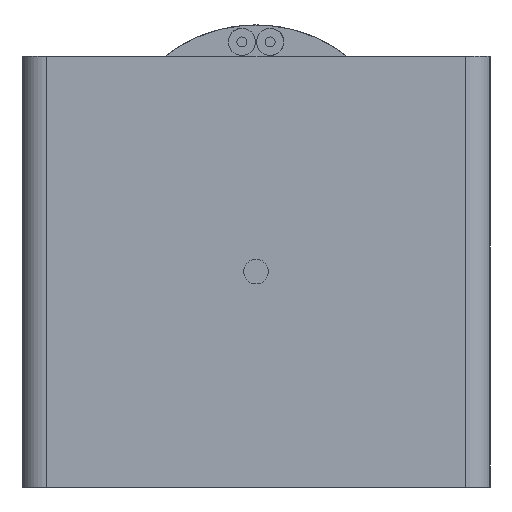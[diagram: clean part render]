
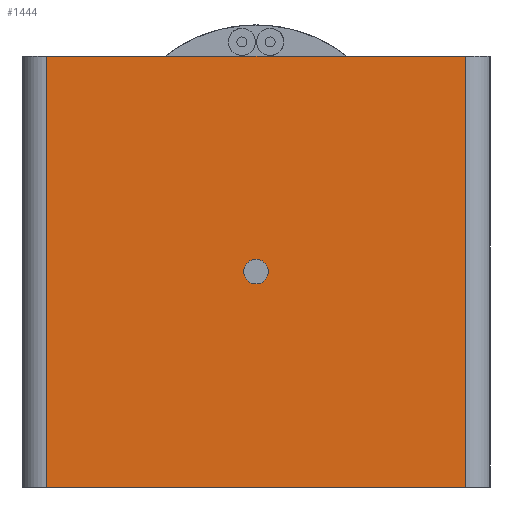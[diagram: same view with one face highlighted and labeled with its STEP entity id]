
A CAD part, left-side view. The second image highlights one B-rep face of the part: STEP entity #1444.
In plain terms, the highlighted planar face has unit normal (-1, 0, 0).
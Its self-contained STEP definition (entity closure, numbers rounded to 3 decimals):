
#87=LINE('',#2373,#191);
#88=LINE('',#2377,#192);
#89=LINE('',#2379,#193);
#90=LINE('',#2381,#194);
#191=VECTOR('',#1903,1000.);
#192=VECTOR('',#1908,1000.);
#193=VECTOR('',#1909,1000.);
#194=VECTOR('',#1910,1000.);
#392=ORIENTED_EDGE('',*,*,#749,.F.);
#393=ORIENTED_EDGE('',*,*,#750,.F.);
#394=ORIENTED_EDGE('',*,*,#748,.F.);
#395=ORIENTED_EDGE('',*,*,#751,.T.);
#396=ORIENTED_EDGE('',*,*,#752,.T.);
#748=EDGE_CURVE('',#925,#924,#87,.T.);
#749=EDGE_CURVE('',#926,#926,#1021,.T.);
#750=EDGE_CURVE('',#924,#927,#88,.T.);
#751=EDGE_CURVE('',#925,#928,#89,.T.);
#752=EDGE_CURVE('',#928,#927,#90,.T.);
#924=VERTEX_POINT('',#2370);
#925=VERTEX_POINT('',#2372);
#926=VERTEX_POINT('',#2376);
#927=VERTEX_POINT('',#2378);
#928=VERTEX_POINT('',#2380);
#1021=CIRCLE('',#1620,1.);
#1120=EDGE_LOOP('',(#392));
#1121=EDGE_LOOP('',(#393,#394,#395,#396));
#1268=FACE_BOUND('',#1120,.T.);
#1269=FACE_BOUND('',#1121,.T.);
#1388=PLANE('',#1619);
#1444=ADVANCED_FACE('',(#1268,#1269),#1388,.T.);
#1619=AXIS2_PLACEMENT_3D('',#2374,#1904,#1905);
#1620=AXIS2_PLACEMENT_3D('',#2375,#1906,#1907);
#1903=DIRECTION('',(0.,0.,-1.));
#1904=DIRECTION('',(-1.,0.,0.));
#1905=DIRECTION('',(0.,-1.,0.));
#1906=DIRECTION('',(-1.,0.,0.));
#1907=DIRECTION('',(0.,-1.,0.));
#1908=DIRECTION('',(0.,1.,0.));
#1909=DIRECTION('',(0.,1.,0.));
#1910=DIRECTION('',(0.,0.,-1.));
#2370=CARTESIAN_POINT('',(0.,-17.,-17.5));
#2372=CARTESIAN_POINT('',(0.,-17.,17.5));
#2373=CARTESIAN_POINT('',(0.,-17.,17.5));
#2374=CARTESIAN_POINT('',(0.,-17.,17.5));
#2375=CARTESIAN_POINT('',(0.,0.,0.));
#2376=CARTESIAN_POINT('',(0.,-1.,0.));
#2377=CARTESIAN_POINT('',(0.,-17.,-17.5));
#2378=CARTESIAN_POINT('',(0.,17.,-17.5));
#2379=CARTESIAN_POINT('',(0.,-17.,17.5));
#2380=CARTESIAN_POINT('',(0.,17.,17.5));
#2381=CARTESIAN_POINT('',(0.,17.,17.5));
